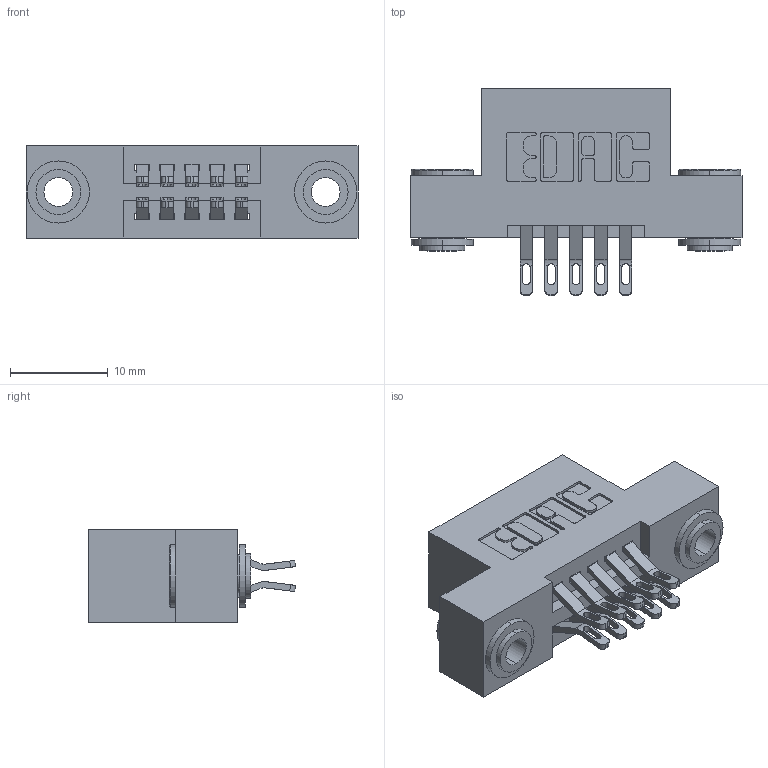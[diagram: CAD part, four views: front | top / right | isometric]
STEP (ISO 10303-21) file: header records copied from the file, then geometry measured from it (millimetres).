
FILE_DESCRIPTION (( 'STEP AP203' ), '1' );
FILE_NAME ('395-010-555-203.STEP', '2019-10-15T11:55:32', ( '' ), ( '' ), 'SwSTEP 2.0', 'SolidWorks 2016', '' );
FILE_SCHEMA (( 'CONFIG_CONTROL_DESIGN' ));
Length unit declared in the file: inch
Products named in the file (4): 345-250-002_345-250-002-102; 395-010-555-203; 345 Part_Flush Mounting Lugs - 0.156 Dia-TH; 345-292-001_555 Tail
Assembly tree (13 placements, depth 2):
  395-010-555-203
    345 Part_Flush Mounting Lugs - 0.156 Dia-TH
    345-292-001_555 Tail  x10
    345-250-002_345-250-002-102  x2
Bounding box: 33.91 x 21.13 x 9.4 mm (x, y, z)
Volume: 2998.9 mm3; surface area: 4022.1 mm2
Topology: 13 solids, 13 shells, 724 faces, 2187 edges, 1454 vertices
Faces by surface type: plane 400, cylinder 316, cone 8
Entity records: 9880 total; most frequent: CARTESIAN_POINT 1701, ORIENTED_EDGE 1598, DIRECTION 1545, EDGE_CURVE 799, VECTOR 603, LINE 603, VERTEX_POINT 530, AXIS2_PLACEMENT_3D 471
